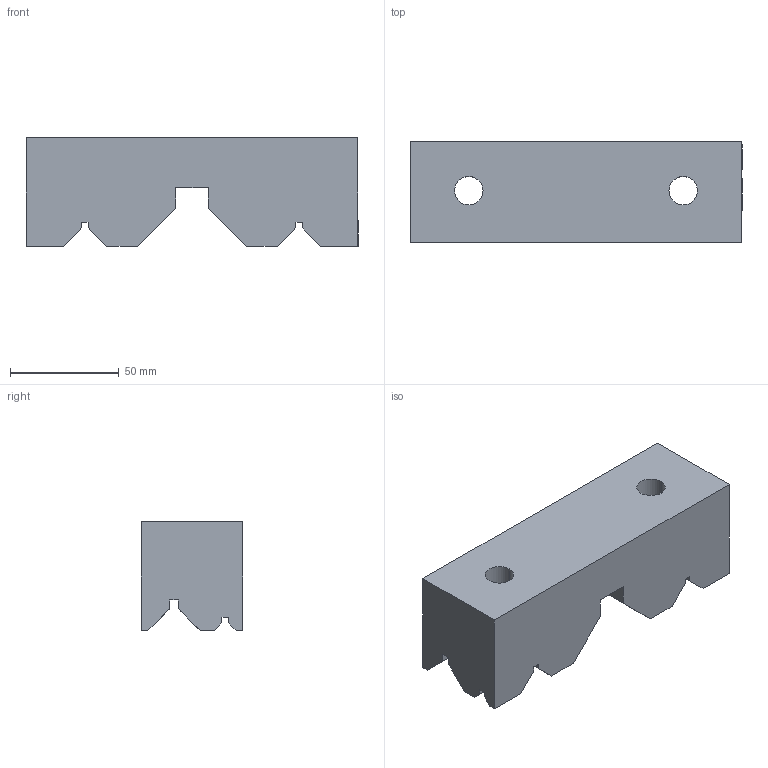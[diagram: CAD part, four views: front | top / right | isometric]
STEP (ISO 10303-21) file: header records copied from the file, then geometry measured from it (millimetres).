
FILE_DESCRIPTION (( 'STEP AP214' ), '1' );
FILE_NAME ('05-0769.STEP', '2024-12-13T21:53:32', ( '' ), ( '' ), 'SwSTEP 2.0', 'SolidWorks 2023', '' );
FILE_SCHEMA (( 'AUTOMOTIVE_DESIGN' ));
Length unit declared in the file: inch
Products named in the file (1): 05-0769
Bounding box: 152.4 x 46.5 x 50 mm (x, y, z)
Volume: 276391.6 mm3; surface area: 39838.6 mm2
Topology: 1 solids, 1 shells, 92 faces, 270 edges, 180 vertices
Faces by surface type: plane 84, cylinder 8
Entity records: 3049 total; most frequent: CARTESIAN_POINT 591, ORIENTED_EDGE 540, DIRECTION 460, EDGE_CURVE 270, LINE 234, VECTOR 234, VERTEX_POINT 180, AXIS2_PLACEMENT_3D 113
